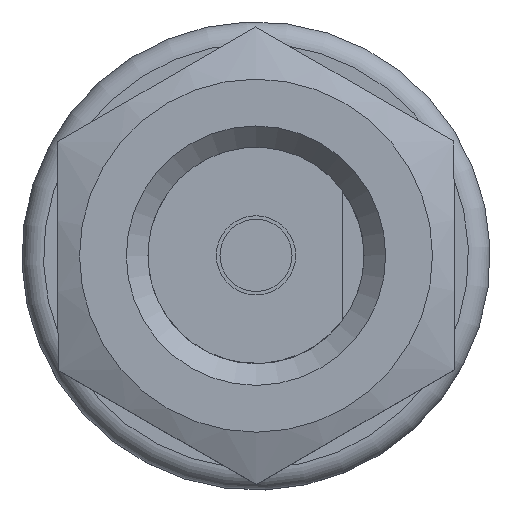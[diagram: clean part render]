
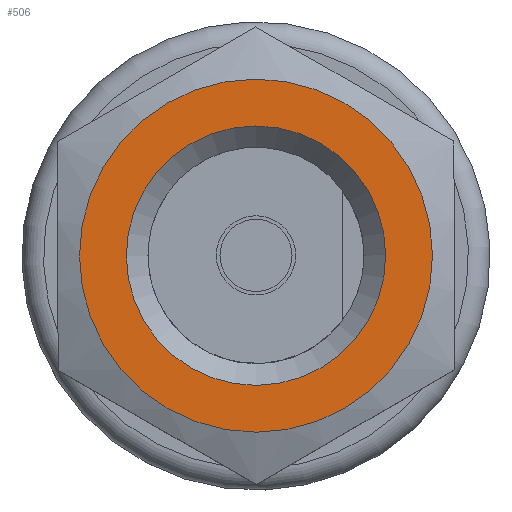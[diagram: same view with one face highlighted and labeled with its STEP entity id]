
A CAD part, top view. The second image highlights one B-rep face of the part: STEP entity #506.
In plain terms, the highlighted planar face has unit normal (0, 0, 1).
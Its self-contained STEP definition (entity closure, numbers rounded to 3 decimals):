
#74=FACE_BOUND($,#202,.T.);
#97=CIRCLE($,#570,1.8);
#98=CIRCLE($,#572,2.45);
#108=PLANE($,#571);
#145=FACE_OUTER_BOUND($,#201,.T.);
#201=EDGE_LOOP($,(#427));
#202=EDGE_LOOP($,(#428));
#279=VERTEX_POINT($,#1518);
#280=VERTEX_POINT($,#1521);
#331=EDGE_CURVE($,#279,#279,#97,.T.);
#332=EDGE_CURVE($,#280,#280,#98,.T.);
#427=ORIENTED_EDGE($,*,*,#332,.F.);
#428=ORIENTED_EDGE($,*,*,#331,.F.);
#506=ADVANCED_FACE($,(#145,#74),#108,.F.);
#570=AXIS2_PLACEMENT_3D($,#1519,#690,#691);
#571=AXIS2_PLACEMENT_3D($,#1520,#692,#693);
#572=AXIS2_PLACEMENT_3D($,#1522,#694,#695);
#690=DIRECTION('center_axis',(0.,0.,1.));
#691=DIRECTION('ref_axis',(-1.,0.,0.));
#692=DIRECTION('center_axis',(0.,0.,-1.));
#693=DIRECTION('ref_axis',(-1.,0.,0.));
#694=DIRECTION('center_axis',(0.,0.,-1.));
#695=DIRECTION('ref_axis',(-1.,0.,0.));
#1518=CARTESIAN_POINT('',(1.8,0.,1.8));
#1519=CARTESIAN_POINT('Origin',(0.,0.,1.8));
#1520=CARTESIAN_POINT('Origin',(0.,0.,1.8));
#1521=CARTESIAN_POINT('',(2.45,0.,1.8));
#1522=CARTESIAN_POINT('Origin',(0.,0.,1.8));
